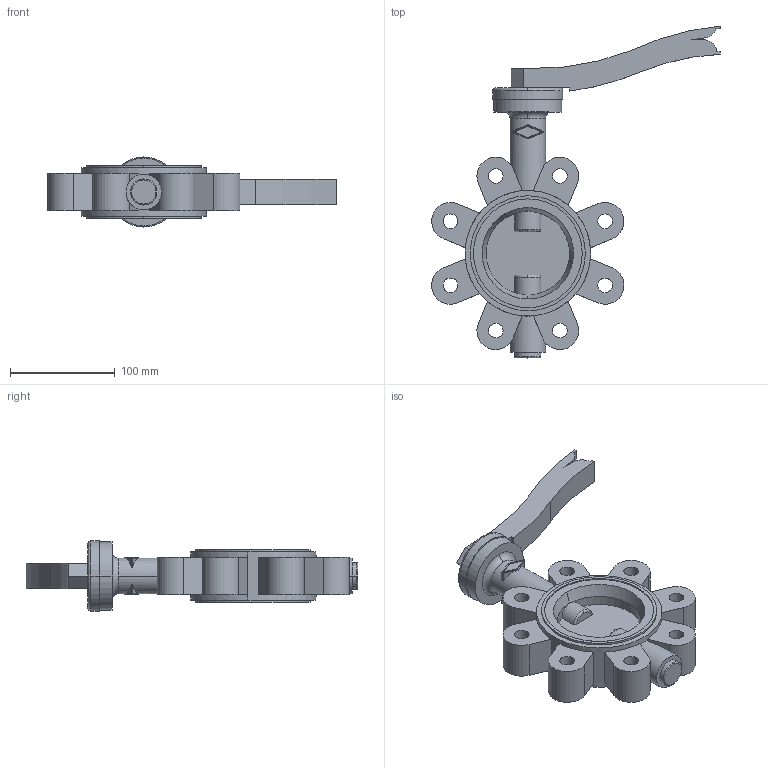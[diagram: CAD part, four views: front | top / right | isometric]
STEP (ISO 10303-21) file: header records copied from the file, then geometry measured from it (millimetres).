
FILE_DESCRIPTION( ( '' ), '1' );
FILE_NAME( 'c000006643.stp', '2017-03-14T07:56:59', ( '' ), ( '' ), ' ', ' ', ' ' );
FILE_SCHEMA( ( 'CONFIG_CONTROL_DESIGN' ) );
Length unit declared in the file: millimetre
Products named in the file (2): 1; 2
Bounding box: 275.89 x 317.2 x 67 mm (x, y, z)
Volume: 929896.5 mm3; surface area: 139505 mm2
Topology: 2 solids, 2 shells, 187 faces, 492 edges, 329 vertices
Faces by surface type: plane 99, cylinder 70, torus 14, cone 4
Entity records: 6751 total; most frequent: CARTESIAN_POINT 1878, DIRECTION 1027, ORIENTED_EDGE 984, EDGE_CURVE 492, AXIS2_PLACEMENT_3D 390, VERTEX_POINT 329, LINE 247, VECTOR 247
